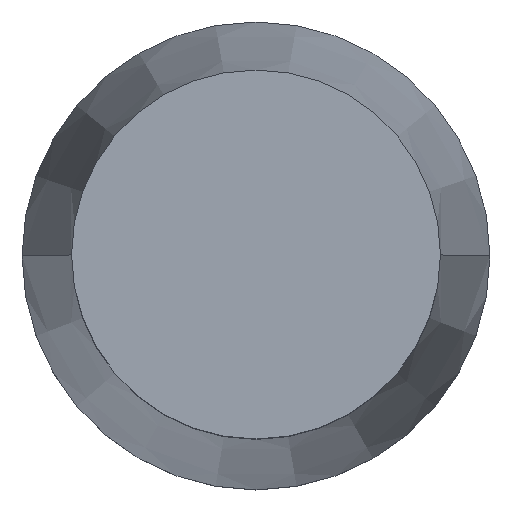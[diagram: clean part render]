
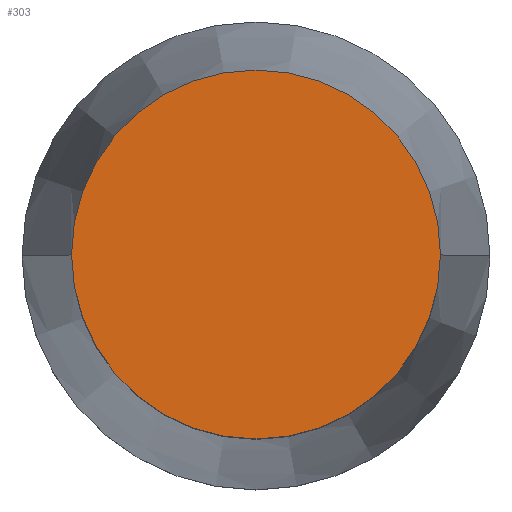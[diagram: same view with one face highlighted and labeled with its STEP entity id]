
A CAD part, top view. The second image highlights one B-rep face of the part: STEP entity #303.
In plain terms, the highlighted planar face has unit normal (0, 0, 1).
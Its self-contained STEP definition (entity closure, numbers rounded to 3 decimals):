
#29 = EDGE_CURVE ( 'NONE', #76, #498, #330, .T. ) ;
#32 = AXIS2_PLACEMENT_3D ( 'NONE', #523, #299, #249 ) ;
#43 = FACE_OUTER_BOUND ( 'NONE', #633, .T. ) ;
#44 = DIRECTION ( 'NONE',  ( 1., 0., 0. ) ) ;
#52 = DIRECTION ( 'NONE',  ( 1., 0., 0. ) ) ;
#76 = VERTEX_POINT ( 'NONE', #684 ) ;
#92 = DIRECTION ( 'NONE',  ( 0., 0., 1. ) ) ;
#120 = CARTESIAN_POINT ( 'NONE',  ( 0., 0., 0. ) ) ;
#142 = CARTESIAN_POINT ( 'NONE',  ( -10.25, 0., 0. ) ) ;
#203 = ORIENTED_EDGE ( 'NONE', *, *, #29, .T. ) ;
#217 = DIRECTION ( 'NONE',  ( 0., 0., 1. ) ) ;
#249 = DIRECTION ( 'NONE',  ( -1., 0., 0. ) ) ;
#252 = PLANE ( 'NONE',  #32 ) ;
#265 = ORIENTED_EDGE ( 'NONE', *, *, #682, .T. ) ;
#299 = DIRECTION ( 'NONE',  ( 0., 0., -1. ) ) ;
#303 = ADVANCED_FACE ( 'NONE', ( #43 ), #252, .F. ) ;
#330 = CIRCLE ( 'NONE', #339, 10.25 ) ;
#339 = AXIS2_PLACEMENT_3D ( 'NONE', #120, #217, #52 ) ;
#474 = AXIS2_PLACEMENT_3D ( 'NONE', #726, #92, #44 ) ;
#498 = VERTEX_POINT ( 'NONE', #142 ) ;
#523 = CARTESIAN_POINT ( 'NONE',  ( 0., 0., 0. ) ) ;
#633 = EDGE_LOOP ( 'NONE', ( #203, #265 ) ) ;
#674 = CIRCLE ( 'NONE', #474, 10.25 ) ;
#682 = EDGE_CURVE ( 'NONE', #498, #76, #674, .T. ) ;
#684 = CARTESIAN_POINT ( 'NONE',  ( 10.25, 0., 0. ) ) ;
#726 = CARTESIAN_POINT ( 'NONE',  ( 0., 0., 0. ) ) ;
